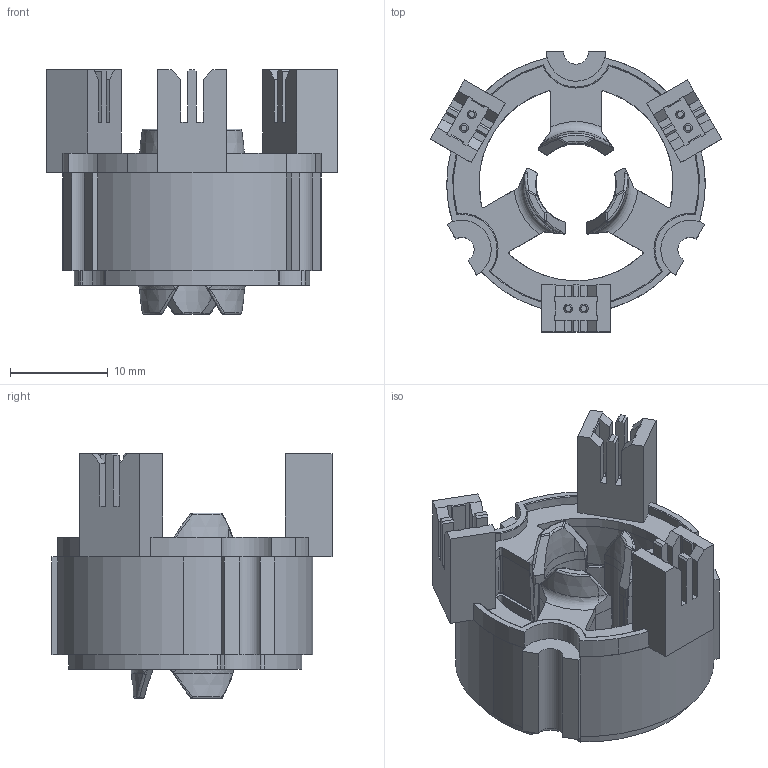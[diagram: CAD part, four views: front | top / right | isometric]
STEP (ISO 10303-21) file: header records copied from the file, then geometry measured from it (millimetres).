
FILE_DESCRIPTION (( 'STEP AP203' ), '1' );
FILE_NAME ('装配体1-电机定子-A型.STEP', '2021-04-22T09:33:01', ( '' ), ( '' ), 'SwSTEP 2.0', 'SolidWorks 2021', '' );
FILE_SCHEMA (( 'CONFIG_CONTROL_DESIGN' ));
Length unit declared in the file: millimetre
Products named in the file (4): 电机绕线骨架1-A型; 电机绕线骨架2-带接线头-A型; 装配体1-电机定子-A型; 萇儂隅赽沺郋-201500-A倰
Assembly tree (3 placements, depth 2):
  装配体1-电机定子-A型
    萇儂隅赽沺郋-201500-A倰
    电机绕线骨架1-A型
    电机绕线骨架2-带接线头-A型
Bounding box: 29.83 x 28.7 x 25.1 mm (x, y, z)
Volume: 4759 mm3; surface area: 7467.7 mm2
Topology: 3 solids, 3 shells, 602 faces, 1639 edges, 1050 vertices
Faces by surface type: plane 295, cylinder 146, cone 82, torus 39, bspline 24, sphere 16
Entity records: 20104 total; most frequent: CARTESIAN_POINT 4671, ORIENTED_EDGE 3278, DIRECTION 3064, EDGE_CURVE 1639, VERTEX_POINT 1050, AXIS2_PLACEMENT_3D 1043, LINE 978, VECTOR 978
